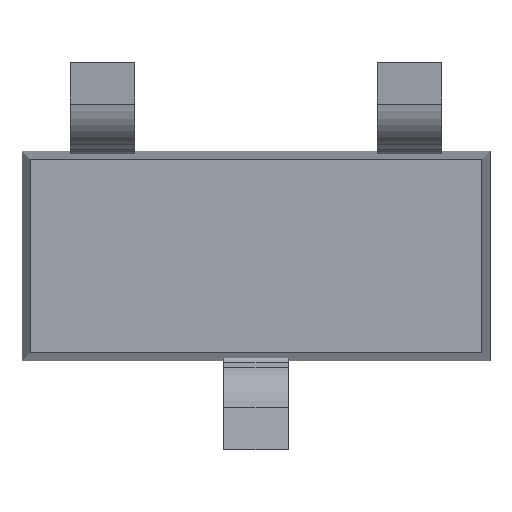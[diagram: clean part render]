
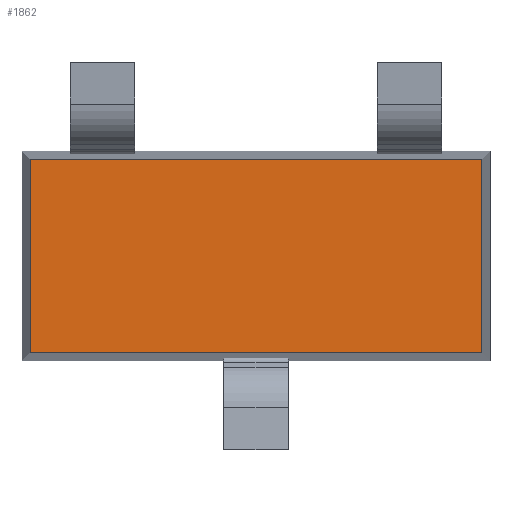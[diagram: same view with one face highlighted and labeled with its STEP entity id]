
A CAD part, front view. The second image highlights one B-rep face of the part: STEP entity #1862.
In plain terms, the highlighted planar face has unit normal (0, -1, 0).
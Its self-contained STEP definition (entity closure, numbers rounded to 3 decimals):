
#10 = DIRECTION ( 'NONE',  ( -1., 0., 0. ) ) ;
#85 = EDGE_CURVE ( 'NONE', #1954, #1589, #1911, .T. ) ;
#114 = CARTESIAN_POINT ( 'NONE',  ( 0., 0., 0. ) ) ;
#191 = VECTOR ( 'NONE', #1832, 1000. ) ;
#209 = VERTEX_POINT ( 'NONE', #2177 ) ;
#213 = CARTESIAN_POINT ( 'NONE',  ( 0., 0., 0.6 ) ) ;
#229 = CARTESIAN_POINT ( 'NONE',  ( 1.4, 0., 0.6 ) ) ;
#286 = PLANE ( 'NONE',  #896 ) ;
#335 = VECTOR ( 'NONE', #10, 1000. ) ;
#347 = ORIENTED_EDGE ( 'NONE', *, *, #825, .T. ) ;
#349 = EDGE_LOOP ( 'NONE', ( #989, #1077, #347, #634 ) ) ;
#634 = ORIENTED_EDGE ( 'NONE', *, *, #1869, .T. ) ;
#790 = CARTESIAN_POINT ( 'NONE',  ( 0., 0., -0.6 ) ) ;
#825 = EDGE_CURVE ( 'NONE', #209, #1586, #2231, .T. ) ;
#853 = FACE_OUTER_BOUND ( 'NONE', #349, .T. ) ;
#896 = AXIS2_PLACEMENT_3D ( 'NONE', #114, #1146, #1337 ) ;
#989 = ORIENTED_EDGE ( 'NONE', *, *, #85, .T. ) ;
#1055 = CARTESIAN_POINT ( 'NONE',  ( 1.4, 0., 0. ) ) ;
#1077 = ORIENTED_EDGE ( 'NONE', *, *, #1564, .T. ) ;
#1146 = DIRECTION ( 'NONE',  ( 0., 1., 0. ) ) ;
#1333 = LINE ( 'NONE', #213, #335 ) ;
#1337 = DIRECTION ( 'NONE',  ( 0., 0., 1. ) ) ;
#1530 = CARTESIAN_POINT ( 'NONE',  ( -1.4, 0., 0. ) ) ;
#1534 = VECTOR ( 'NONE', #1597, 1000. ) ;
#1564 = EDGE_CURVE ( 'NONE', #1589, #209, #1333, .T. ) ;
#1586 = VERTEX_POINT ( 'NONE', #1750 ) ;
#1589 = VERTEX_POINT ( 'NONE', #229 ) ;
#1597 = DIRECTION ( 'NONE',  ( 0., 0., 1. ) ) ;
#1672 = VECTOR ( 'NONE', #1683, 1000. ) ;
#1683 = DIRECTION ( 'NONE',  ( 0., 0., -1. ) ) ;
#1750 = CARTESIAN_POINT ( 'NONE',  ( -1.4, 0., -0.6 ) ) ;
#1832 = DIRECTION ( 'NONE',  ( 1., 0., 0. ) ) ;
#1862 = ADVANCED_FACE ( 'NONE', ( #853 ), #286, .F. ) ;
#1869 = EDGE_CURVE ( 'NONE', #1586, #1954, #2022, .T. ) ;
#1911 = LINE ( 'NONE', #1055, #1534 ) ;
#1954 = VERTEX_POINT ( 'NONE', #2199 ) ;
#2022 = LINE ( 'NONE', #790, #191 ) ;
#2177 = CARTESIAN_POINT ( 'NONE',  ( -1.4, 0., 0.6 ) ) ;
#2199 = CARTESIAN_POINT ( 'NONE',  ( 1.4, 0., -0.6 ) ) ;
#2231 = LINE ( 'NONE', #1530, #1672 ) ;
